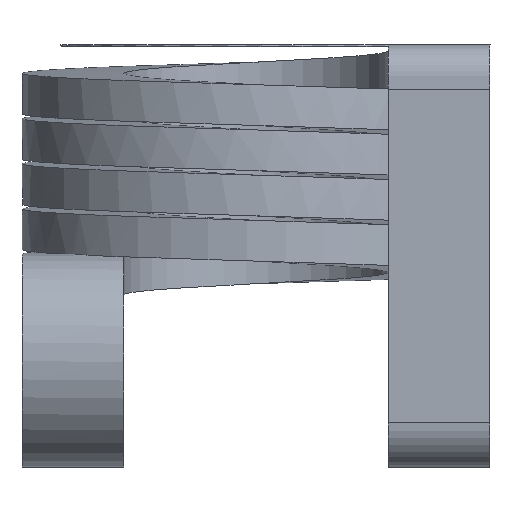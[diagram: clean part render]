
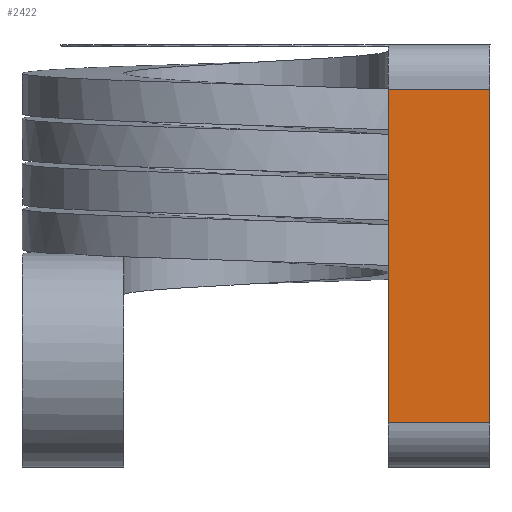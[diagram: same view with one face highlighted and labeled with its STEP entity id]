
A CAD part, front view. The second image highlights one B-rep face of the part: STEP entity #2422.
In plain terms, the highlighted face is planar.
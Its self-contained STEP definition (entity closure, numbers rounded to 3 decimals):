
#50=PLANE('',#2536);
#298=ORIENTED_EDGE('',*,*,#827,.T.);
#299=ORIENTED_EDGE('',*,*,#828,.T.);
#300=ORIENTED_EDGE('',*,*,#829,.F.);
#301=ORIENTED_EDGE('',*,*,#830,.F.);
#827=EDGE_CURVE('',#1091,#1092,#1261,.T.);
#828=EDGE_CURVE('',#1092,#1093,#1262,.T.);
#829=EDGE_CURVE('',#1094,#1093,#1263,.T.);
#830=EDGE_CURVE('',#1091,#1094,#1264,.T.);
#1091=VERTEX_POINT('',#2992);
#1092=VERTEX_POINT('',#2993);
#1093=VERTEX_POINT('',#2995);
#1094=VERTEX_POINT('',#2997);
#1261=LINE('',#2991,#1367);
#1262=LINE('',#2994,#1368);
#1263=LINE('',#2996,#1369);
#1264=LINE('',#2998,#1370);
#1367=VECTOR('',#2661,1000.);
#1368=VECTOR('',#2662,1000.);
#1369=VECTOR('',#2663,1000.);
#1370=VECTOR('',#2664,1000.);
#1465=EDGE_LOOP('',(#298,#299,#300,#301));
#1579=FACE_BOUND('',#1465,.T.);
#2422=ADVANCED_FACE('',(#1579),#50,.T.);
#2536=AXIS2_PLACEMENT_3D('',#2990,#2659,#2660);
#2659=DIRECTION('',(0.,1.,0.));
#2660=DIRECTION('',(0.,0.,1.));
#2661=DIRECTION('',(0.,0.,-1.));
#2662=DIRECTION('',(-1.,0.,0.));
#2663=DIRECTION('',(0.,0.,-1.));
#2664=DIRECTION('',(-1.,0.,0.));
#2990=CARTESIAN_POINT('',(-3.25,6.25,4.557));
#2991=CARTESIAN_POINT('',(-3.25,6.25,4.557));
#2992=CARTESIAN_POINT('',(-3.25,6.25,4.557));
#2993=CARTESIAN_POINT('',(-3.25,6.25,-3.64));
#2994=CARTESIAN_POINT('',(-3.25,6.25,-3.64));
#2995=CARTESIAN_POINT('',(-5.75,6.25,-3.64));
#2996=CARTESIAN_POINT('',(-5.75,6.25,4.557));
#2997=CARTESIAN_POINT('',(-5.75,6.25,4.557));
#2998=CARTESIAN_POINT('',(-3.25,6.25,4.557));
